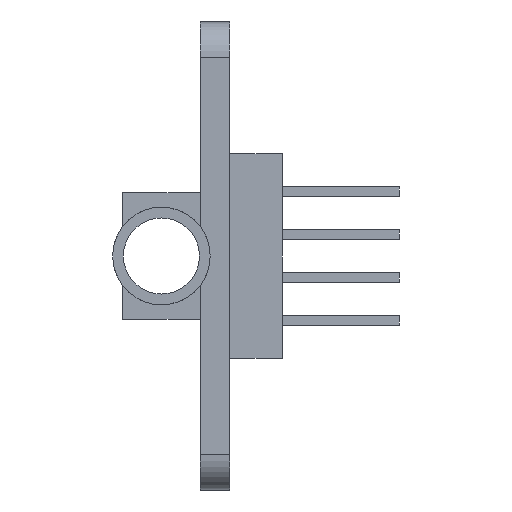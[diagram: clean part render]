
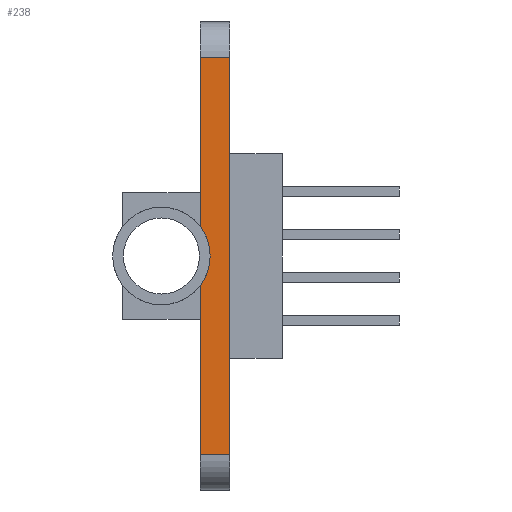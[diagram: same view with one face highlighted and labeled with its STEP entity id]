
A CAD part, left-side view. The second image highlights one B-rep face of the part: STEP entity #238.
In plain terms, the highlighted planar face has unit normal (-1, 0, 0).
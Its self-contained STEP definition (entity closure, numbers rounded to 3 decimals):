
#228 = DIRECTION ( 'NONE',  ( 1., 0., 0. ) ) ;
#238 = ADVANCED_FACE ( 'NONE', ( #995 ), #649, .F. ) ;
#285 = CARTESIAN_POINT ( 'NONE',  ( -42., 0., -1.8 ) ) ;
#354 = DIRECTION ( 'NONE',  ( 0., 0., -1. ) ) ;
#397 = CARTESIAN_POINT ( 'NONE',  ( -42., 1.5, -1.8 ) ) ;
#425 = EDGE_CURVE ( 'NONE', #1498, #1431, #973, .T. ) ;
#432 = LINE ( 'NONE', #1212, #902 ) ;
#474 = EDGE_CURVE ( 'NONE', #1431, #1044, #432, .T. ) ;
#486 = EDGE_CURVE ( 'NONE', #1714, #1652, #1388, .T. ) ;
#515 = DIRECTION ( 'NONE',  ( 0., -1., 0. ) ) ;
#518 = CARTESIAN_POINT ( 'NONE',  ( -42., 1.5, -1.8 ) ) ;
#521 = CARTESIAN_POINT ( 'NONE',  ( -42., 1.5, -22.2 ) ) ;
#533 = VECTOR ( 'NONE', #684, 1000. ) ;
#599 = ORIENTED_EDGE ( 'NONE', *, *, #661, .F. ) ;
#647 = CARTESIAN_POINT ( 'NONE',  ( -42., 1.5, -8.75 ) ) ;
#649 = PLANE ( 'NONE',  #881 ) ;
#661 = EDGE_CURVE ( 'NONE', #1408, #1498, #818, .T. ) ;
#684 = DIRECTION ( 'NONE',  ( 0., 0., 1. ) ) ;
#779 = CARTESIAN_POINT ( 'NONE',  ( -42., 1.5, -15.25 ) ) ;
#782 = ORIENTED_EDGE ( 'NONE', *, *, #425, .F. ) ;
#818 = LINE ( 'NONE', #397, #533 ) ;
#841 = VECTOR ( 'NONE', #1086, 1000. ) ;
#881 = AXIS2_PLACEMENT_3D ( 'NONE', #518, #228, #354 ) ;
#902 = VECTOR ( 'NONE', #515, 1000. ) ;
#922 = DIRECTION ( 'NONE',  ( 0., 0., 1. ) ) ;
#934 = EDGE_LOOP ( 'NONE', ( #1651, #1377, #782, #599, #1582, #1633 ) ) ;
#948 = VECTOR ( 'NONE', #1132, 1000. ) ;
#972 = EDGE_CURVE ( 'NONE', #1714, #1408, #1705, .T. ) ;
#973 = LINE ( 'NONE', #1219, #1447 ) ;
#995 = FACE_OUTER_BOUND ( 'NONE', #934, .T. ) ;
#1044 = VERTEX_POINT ( 'NONE', #285 ) ;
#1086 = DIRECTION ( 'NONE',  ( 0., -1., 0. ) ) ;
#1132 = DIRECTION ( 'NONE',  ( 0., 0., 1. ) ) ;
#1184 = CARTESIAN_POINT ( 'NONE',  ( -42., 1.5, -22.2 ) ) ;
#1212 = CARTESIAN_POINT ( 'NONE',  ( -42., 1.5, -1.8 ) ) ;
#1219 = CARTESIAN_POINT ( 'NONE',  ( -42., 1.5, -1.8 ) ) ;
#1266 = CARTESIAN_POINT ( 'NONE',  ( -42., 1.5, -1.8 ) ) ;
#1377 = ORIENTED_EDGE ( 'NONE', *, *, #474, .F. ) ;
#1383 = VECTOR ( 'NONE', #1635, 1000. ) ;
#1388 = LINE ( 'NONE', #521, #841 ) ;
#1408 = VERTEX_POINT ( 'NONE', #779 ) ;
#1431 = VERTEX_POINT ( 'NONE', #1487 ) ;
#1447 = VECTOR ( 'NONE', #922, 1000. ) ;
#1481 = CARTESIAN_POINT ( 'NONE',  ( -42., 0., -1.8 ) ) ;
#1487 = CARTESIAN_POINT ( 'NONE',  ( -42., 1.5, -1.8 ) ) ;
#1495 = EDGE_CURVE ( 'NONE', #1652, #1044, #1642, .T. ) ;
#1498 = VERTEX_POINT ( 'NONE', #647 ) ;
#1582 = ORIENTED_EDGE ( 'NONE', *, *, #972, .F. ) ;
#1633 = ORIENTED_EDGE ( 'NONE', *, *, #486, .T. ) ;
#1635 = DIRECTION ( 'NONE',  ( 0., 0., 1. ) ) ;
#1642 = LINE ( 'NONE', #1481, #1383 ) ;
#1651 = ORIENTED_EDGE ( 'NONE', *, *, #1495, .T. ) ;
#1652 = VERTEX_POINT ( 'NONE', #1653 ) ;
#1653 = CARTESIAN_POINT ( 'NONE',  ( -42., 0., -22.2 ) ) ;
#1705 = LINE ( 'NONE', #1266, #948 ) ;
#1714 = VERTEX_POINT ( 'NONE', #1184 ) ;
